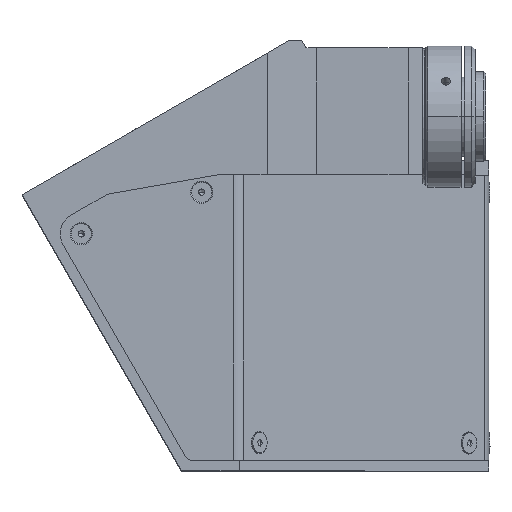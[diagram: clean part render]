
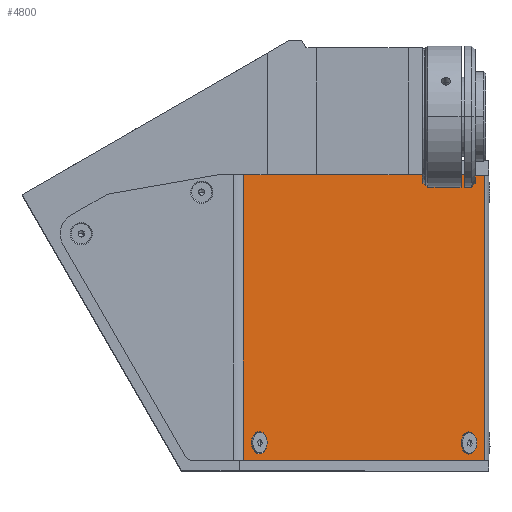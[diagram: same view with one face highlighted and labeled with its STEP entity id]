
A CAD part, top view. The second image highlights one B-rep face of the part: STEP entity #4800.
In plain terms, the highlighted planar face has unit normal (0.707, 0, 0.707).
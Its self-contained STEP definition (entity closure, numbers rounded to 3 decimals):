
#162 = FACE_BOUND ( 'NONE', #14417, .T. ) ;
#590 = CARTESIAN_POINT ( 'NONE',  ( 50.828, -49., 212.576 ) ) ;
#683 = VERTEX_POINT ( 'NONE', #11451 ) ;
#923 = CARTESIAN_POINT ( 'NONE',  ( -13.13, -44., 276.534 ) ) ;
#1307 = AXIS2_PLACEMENT_3D ( 'NONE', #2166, #9031, #6622 ) ;
#1739 = ORIENTED_EDGE ( 'NONE', *, *, #10698, .F. ) ;
#1824 = ORIENTED_EDGE ( 'NONE', *, *, #11319, .T. ) ;
#1826 = LINE ( 'NONE', #2626, #8732 ) ;
#2166 = CARTESIAN_POINT ( 'NONE',  ( -13.13, -44., 276.534 ) ) ;
#2343 = DIRECTION ( 'NONE',  ( 0., -1., 0. ) ) ;
#2485 = LINE ( 'NONE', #3662, #13233 ) ;
#2498 = CIRCLE ( 'NONE', #7400, 3.15 ) ;
#2626 = CARTESIAN_POINT ( 'NONE',  ( 50.828, 32., 212.576 ) ) ;
#2921 = EDGE_LOOP ( 'NONE', ( #10389, #5510, #1739, #1824 ) ) ;
#3483 = CARTESIAN_POINT ( 'NONE',  ( 52., -49., 211.404 ) ) ;
#3547 = CARTESIAN_POINT ( 'NONE',  ( 52., 32., 211.404 ) ) ;
#3626 = CIRCLE ( 'NONE', #11810, 3.15 ) ;
#3662 = CARTESIAN_POINT ( 'NONE',  ( -17.615, 32., 281.02 ) ) ;
#3862 = LINE ( 'NONE', #4000, #6178 ) ;
#3880 = EDGE_CURVE ( 'NONE', #683, #10221, #7106, .T. ) ;
#3906 = DIRECTION ( 'NONE',  ( 0.707, 0., 0.707 ) ) ;
#4000 = CARTESIAN_POINT ( 'NONE',  ( 52., 32., 211.404 ) ) ;
#4240 = ORIENTED_EDGE ( 'NONE', *, *, #4288, .F. ) ;
#4288 = EDGE_CURVE ( 'NONE', #10221, #683, #3626, .T. ) ;
#4327 = VERTEX_POINT ( 'NONE', #7586 ) ;
#4378 = DIRECTION ( 'NONE',  ( 0.707, 0., -0.707 ) ) ;
#4492 = VERTEX_POINT ( 'NONE', #8003 ) ;
#4528 = VECTOR ( 'NONE', #13710, 1000. ) ;
#4800 = ADVANCED_FACE ( 'NONE', ( #162, #5800, #11381 ), #10135, .F. ) ;
#4823 = EDGE_CURVE ( 'NONE', #4492, #13694, #10352, .T. ) ;
#5221 = ORIENTED_EDGE ( 'NONE', *, *, #3880, .F. ) ;
#5510 = ORIENTED_EDGE ( 'NONE', *, *, #10350, .T. ) ;
#5543 = CARTESIAN_POINT ( 'NONE',  ( 46.343, -44., 217.061 ) ) ;
#5800 = FACE_BOUND ( 'NONE', #11574, .T. ) ;
#6178 = VECTOR ( 'NONE', #11620, 1000. ) ;
#6622 = DIRECTION ( 'NONE',  ( 0.707, 0., -0.707 ) ) ;
#6672 = VERTEX_POINT ( 'NONE', #12841 ) ;
#6863 = AXIS2_PLACEMENT_3D ( 'NONE', #12603, #3906, #11519 ) ;
#6917 = EDGE_CURVE ( 'NONE', #4327, #9919, #9256, .T. ) ;
#7106 = CIRCLE ( 'NONE', #6863, 3.15 ) ;
#7400 = AXIS2_PLACEMENT_3D ( 'NONE', #923, #13158, #4378 ) ;
#7586 = CARTESIAN_POINT ( 'NONE',  ( -15.357, -44., 278.762 ) ) ;
#7984 = DIRECTION ( 'NONE',  ( -0.707, 0., -0.707 ) ) ;
#8003 = CARTESIAN_POINT ( 'NONE',  ( -17.615, -49., 281.02 ) ) ;
#8610 = DIRECTION ( 'NONE',  ( 0.707, 0., -0.707 ) ) ;
#8681 = ORIENTED_EDGE ( 'NONE', *, *, #11599, .F. ) ;
#8732 = VECTOR ( 'NONE', #13814, 1000. ) ;
#8738 = AXIS2_PLACEMENT_3D ( 'NONE', #3547, #7984, #10271 ) ;
#8760 = DIRECTION ( 'NONE',  ( 0.707, 0., 0.707 ) ) ;
#9031 = DIRECTION ( 'NONE',  ( 0.707, 0., 0.707 ) ) ;
#9060 = CARTESIAN_POINT ( 'NONE',  ( 44.116, -44., 219.289 ) ) ;
#9256 = CIRCLE ( 'NONE', #1307, 3.15 ) ;
#9919 = VERTEX_POINT ( 'NONE', #12736 ) ;
#10135 = PLANE ( 'NONE',  #8738 ) ;
#10221 = VERTEX_POINT ( 'NONE', #9060 ) ;
#10271 = DIRECTION ( 'NONE',  ( -0.707, 0., 0.707 ) ) ;
#10350 = EDGE_CURVE ( 'NONE', #13694, #6672, #1826, .T. ) ;
#10352 = LINE ( 'NONE', #3483, #4528 ) ;
#10389 = ORIENTED_EDGE ( 'NONE', *, *, #4823, .T. ) ;
#10698 = EDGE_CURVE ( 'NONE', #11234, #6672, #3862, .T. ) ;
#11071 = CARTESIAN_POINT ( 'NONE',  ( -17.615, 32., 281.02 ) ) ;
#11234 = VERTEX_POINT ( 'NONE', #11071 ) ;
#11319 = EDGE_CURVE ( 'NONE', #11234, #4492, #2485, .T. ) ;
#11381 = FACE_OUTER_BOUND ( 'NONE', #2921, .T. ) ;
#11431 = ORIENTED_EDGE ( 'NONE', *, *, #6917, .F. ) ;
#11451 = CARTESIAN_POINT ( 'NONE',  ( 48.571, -44., 214.834 ) ) ;
#11519 = DIRECTION ( 'NONE',  ( 0.707, 0., -0.707 ) ) ;
#11574 = EDGE_LOOP ( 'NONE', ( #5221, #4240 ) ) ;
#11599 = EDGE_CURVE ( 'NONE', #9919, #4327, #2498, .T. ) ;
#11620 = DIRECTION ( 'NONE',  ( 0.707, 0., -0.707 ) ) ;
#11810 = AXIS2_PLACEMENT_3D ( 'NONE', #5543, #8760, #8610 ) ;
#12603 = CARTESIAN_POINT ( 'NONE',  ( 46.343, -44., 217.061 ) ) ;
#12736 = CARTESIAN_POINT ( 'NONE',  ( -10.903, -44., 274.307 ) ) ;
#12841 = CARTESIAN_POINT ( 'NONE',  ( 50.828, 32., 212.576 ) ) ;
#13158 = DIRECTION ( 'NONE',  ( 0.707, 0., 0.707 ) ) ;
#13233 = VECTOR ( 'NONE', #2343, 1000. ) ;
#13694 = VERTEX_POINT ( 'NONE', #590 ) ;
#13710 = DIRECTION ( 'NONE',  ( 0.707, 0., -0.707 ) ) ;
#13814 = DIRECTION ( 'NONE',  ( 0., 1., 0. ) ) ;
#14417 = EDGE_LOOP ( 'NONE', ( #8681, #11431 ) ) ;
